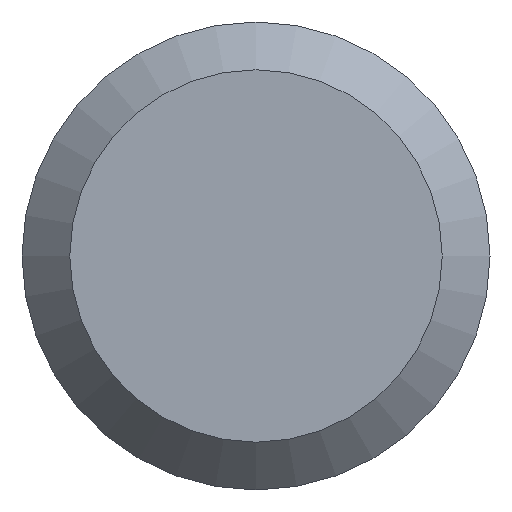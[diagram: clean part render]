
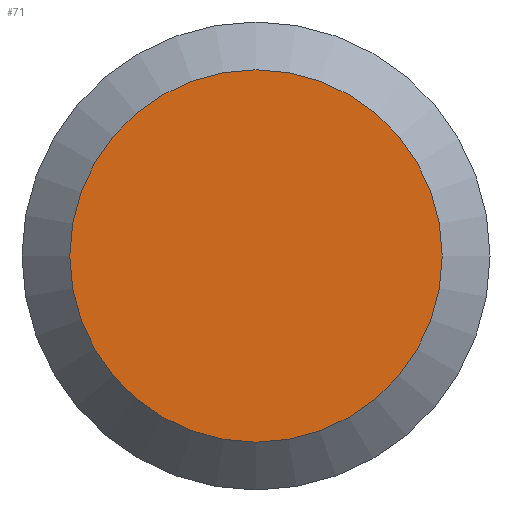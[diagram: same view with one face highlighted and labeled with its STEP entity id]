
A CAD part, left-side view. The second image highlights one B-rep face of the part: STEP entity #71.
In plain terms, the highlighted planar face has unit normal (-1, 0, 0).
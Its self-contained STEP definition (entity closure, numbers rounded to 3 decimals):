
#25=FACE_OUTER_BOUND('',#30,.T.);
#30=EDGE_LOOP('',(#53));
#35=CIRCLE('',#91,1.194);
#40=VERTEX_POINT('',#127);
#45=EDGE_CURVE('',#40,#40,#35,.T.);
#53=ORIENTED_EDGE('',*,*,#45,.T.);
#69=PLANE('',#90);
#71=ADVANCED_FACE('',(#25),#69,.F.);
#90=AXIS2_PLACEMENT_3D('',#126,#102,#103);
#91=AXIS2_PLACEMENT_3D('',#128,#104,#105);
#102=DIRECTION('center_axis',(1.,0.,0.));
#103=DIRECTION('ref_axis',(0.,0.,-1.));
#104=DIRECTION('center_axis',(-1.,0.,0.));
#105=DIRECTION('ref_axis',(0.,-1.,0.));
#126=CARTESIAN_POINT('Origin',(-48.,0.,0.));
#127=CARTESIAN_POINT('',(-48.,-1.194,0.));
#128=CARTESIAN_POINT('Origin',(-48.,0.,0.));
